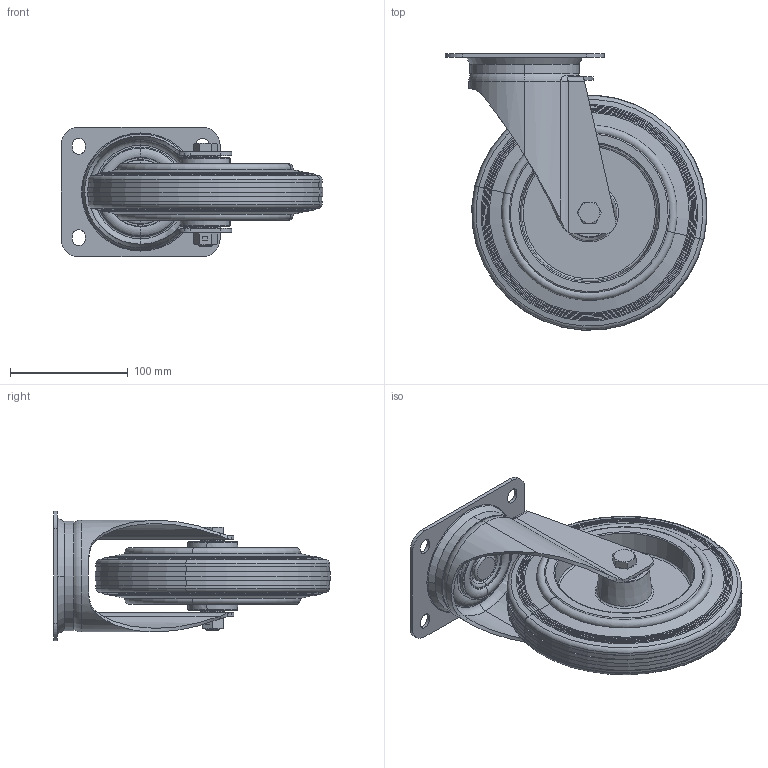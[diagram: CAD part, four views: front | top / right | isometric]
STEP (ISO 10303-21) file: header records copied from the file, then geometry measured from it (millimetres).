
FILE_DESCRIPTION (( 'STEP AP214' ), '1' );
FILE_NAME ('0056197.step', '2023-11-22T12:25:59', ( '' ), ( '' ), 'SwSTEP 2.0', 'SolidWorks 2020', '' );
FILE_SCHEMA (( 'AUTOMOTIVE_DESIGN' ));
Length unit declared in the file: millimetre
Products named in the file (1): 0056197
Bounding box: 222.34 x 234.84 x 110 mm (x, y, z)
Volume: 1070541.9 mm3; surface area: 279971.3 mm2
Topology: 18 solids, 18 shells, 459 faces, 1001 edges, 583 vertices
Faces by surface type: torus 126, plane 101, cone 96, cylinder 90, sphere 24, bspline 22
Entity records: 20470 total; most frequent: CARTESIAN_POINT 5264, DIRECTION 2297, ORIENTED_EDGE 1906, AXIS2_PLACEMENT_3D 1009, EDGE_CURVE 953, CIRCLE 571, VERTEX_POINT 559, EDGE_LOOP 516
